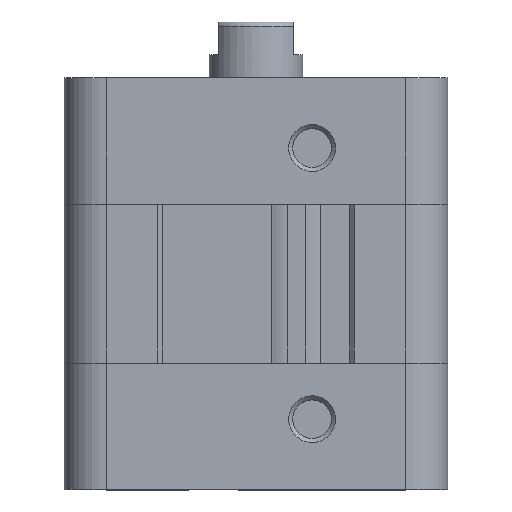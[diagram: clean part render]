
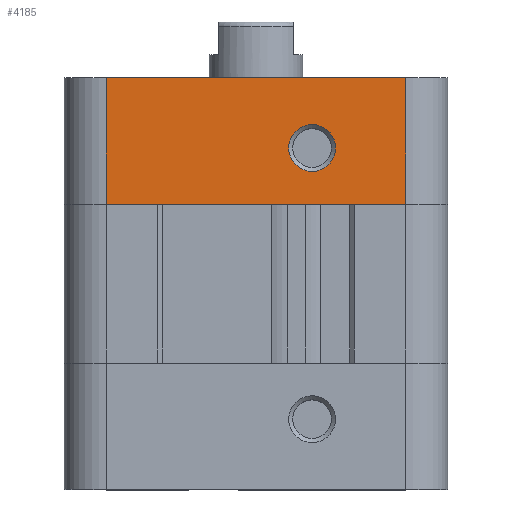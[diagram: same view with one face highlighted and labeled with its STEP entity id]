
A CAD part, top view. The second image highlights one B-rep face of the part: STEP entity #4185.
In plain terms, the highlighted face is planar.
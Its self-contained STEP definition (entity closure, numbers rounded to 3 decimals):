
#157=FACE_BOUND('',#527,.T.);
#246=FACE_OUTER_BOUND('',#526,.T.);
#526=EDGE_LOOP('',(#3004,#3005,#3006,#3007));
#527=EDGE_LOOP('',(#3008));
#794=CIRCLE('',#4420,2.5);
#906=LINE('',#6005,#1374);
#908=LINE('',#6028,#1376);
#973=LINE('',#6238,#1441);
#974=LINE('',#6239,#1442);
#1374=VECTOR('',#4788,32.);
#1376=VECTOR('',#4810,32.);
#1441=VECTOR('',#5013,13.5);
#1442=VECTOR('',#5014,13.5);
#1845=VERTEX_POINT('',#6002);
#1846=VERTEX_POINT('',#6004);
#1856=VERTEX_POINT('',#6025);
#1857=VERTEX_POINT('',#6027);
#1905=VERTEX_POINT('',#6131);
#2254=EDGE_CURVE('',#1846,#1845,#906,.T.);
#2265=EDGE_CURVE('',#1856,#1857,#908,.T.);
#2316=EDGE_CURVE('',#1905,#1905,#794,.T.);
#2357=EDGE_CURVE('',#1857,#1845,#973,.T.);
#2358=EDGE_CURVE('',#1856,#1846,#974,.T.);
#3004=ORIENTED_EDGE('',*,*,#2254,.T.);
#3005=ORIENTED_EDGE('',*,*,#2357,.F.);
#3006=ORIENTED_EDGE('',*,*,#2265,.F.);
#3007=ORIENTED_EDGE('',*,*,#2358,.T.);
#3008=ORIENTED_EDGE('',*,*,#2316,.F.);
#3984=PLANE('',#4473);
#4185=ADVANCED_FACE('',(#246,#157),#3984,.F.);
#4420=AXIS2_PLACEMENT_3D('',#6132,#4881,#4882);
#4473=AXIS2_PLACEMENT_3D('',#6237,#5011,#5012);
#4788=DIRECTION('',(1.,0.,0.));
#4810=DIRECTION('',(1.,0.,0.));
#4881=DIRECTION('center_axis',(0.,-1.,0.));
#4882=DIRECTION('ref_axis',(0.,0.,-1.));
#5011=DIRECTION('center_axis',(0.,1.,0.));
#5012=DIRECTION('ref_axis',(0.,0.,1.));
#5013=DIRECTION('',(0.,0.,-1.));
#5014=DIRECTION('',(0.,0.,-1.));
#6002=CARTESIAN_POINT('',(16.,-20.5,0.));
#6004=CARTESIAN_POINT('',(-16.,-20.5,0.));
#6005=CARTESIAN_POINT('',(-16.,-20.5,0.));
#6025=CARTESIAN_POINT('',(-16.,-20.5,13.5));
#6027=CARTESIAN_POINT('',(16.,-20.5,13.5));
#6028=CARTESIAN_POINT('',(-16.,-20.5,13.5));
#6131=CARTESIAN_POINT('',(-6.,-20.5,5.));
#6132=CARTESIAN_POINT('Origin',(-6.,-20.5,7.5));
#6237=CARTESIAN_POINT('Origin',(-16.,-20.5,13.5));
#6238=CARTESIAN_POINT('',(16.,-20.5,13.5));
#6239=CARTESIAN_POINT('',(-16.,-20.5,13.5));
